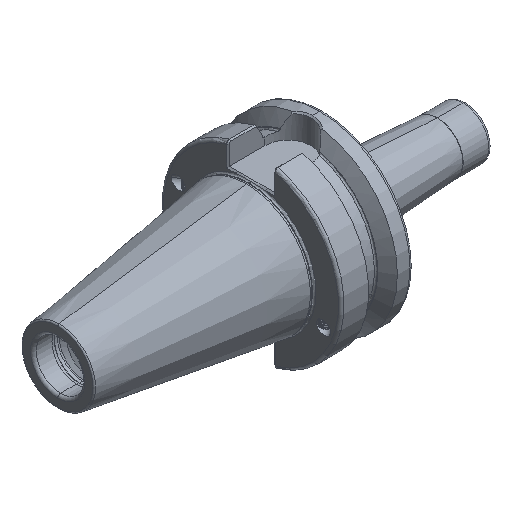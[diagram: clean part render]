
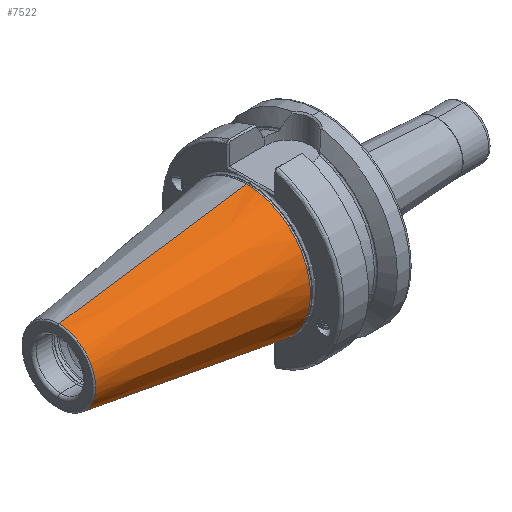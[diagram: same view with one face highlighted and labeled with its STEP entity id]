
A CAD part, isometric view. The second image highlights one B-rep face of the part: STEP entity #7522.
In plain terms, the highlighted conical face has half-angle 8.297 degrees and reference radius 22.298 mm.
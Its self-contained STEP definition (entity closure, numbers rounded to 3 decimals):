
#516 = CARTESIAN_POINT ( 'NONE',  ( -1.5, 0., 0. ) ) ;
#517 = DIRECTION ( 'NONE',  ( 1., 0., 0. ) ) ;
#518 = DIRECTION ( 'NONE',  ( 0., 0., -1. ) ) ;
#519 = CARTESIAN_POINT ( 'NONE',  ( -66.972, 0., 0. ) ) ;
#520 = DIRECTION ( 'NONE',  ( 1., 0., 0. ) ) ;
#521 = DIRECTION ( 'NONE',  ( 0., 0., -1. ) ) ;
#1241 = ORIENTED_EDGE ( 'NONE', *, *, #12984, .F. ) ;
#1242 = ORIENTED_EDGE ( 'NONE', *, *, #12120, .F. ) ;
#1243 = ORIENTED_EDGE ( 'NONE', *, *, #12985, .T. ) ;
#1244 = ORIENTED_EDGE ( 'NONE', *, *, #12122, .T. ) ;
#1626 = EDGE_LOOP ( 'NONE', ( #1242, #1243, #1244, #1241 ) ) ;
#3104 = AXIS2_PLACEMENT_3D ( 'NONE', #519, #520, #521 ) ;
#3105 = AXIS2_PLACEMENT_3D ( 'NONE', #516, #517, #518 ) ;
#3328 = LINE ( 'NONE', #3329, #13329 ) ;
#3329 = CARTESIAN_POINT ( 'NONE',  ( -1.5, 0., 22.298 ) ) ;
#3330 = DIRECTION ( 'NONE',  ( 0.99, 0., 0.144 ) ) ;
#3334 = LINE ( 'NONE', #3335, #13331 ) ;
#3335 = CARTESIAN_POINT ( 'NONE',  ( -1.5, 0., -22.298 ) ) ;
#3336 = DIRECTION ( 'NONE',  ( 0.99, 0., -0.144 ) ) ;
#4592 = CONICAL_SURFACE ( 'NONE', #7278, 22.298, 0.145 ) ;
#4724 = CIRCLE ( 'NONE', #3105, 22.298 ) ;
#4725 = CIRCLE ( 'NONE', #3104, 12.75 ) ;
#5781 = VERTEX_POINT ( 'NONE', #13560 ) ;
#5782 = VERTEX_POINT ( 'NONE', #13561 ) ;
#5783 = VERTEX_POINT ( 'NONE', #13562 ) ;
#5784 = VERTEX_POINT ( 'NONE', #13563 ) ;
#6641 = CARTESIAN_POINT ( 'NONE',  ( -1.5, 0., 0. ) ) ;
#6642 = DIRECTION ( 'NONE',  ( 1., 0., 0. ) ) ;
#6643 = DIRECTION ( 'NONE',  ( 0., 0., -1. ) ) ;
#7275 = FACE_OUTER_BOUND ( 'NONE', #1626, .T. ) ;
#7278 = AXIS2_PLACEMENT_3D ( 'NONE', #6641, #6642, #6643 ) ;
#7522 = ADVANCED_FACE ( 'NONE', ( #7275 ), #4592, .T. ) ;
#12120 = EDGE_CURVE ( 'NONE', #5784, #5782, #3328, .T. ) ;
#12122 = EDGE_CURVE ( 'NONE', #5783, #5781, #3334, .T. ) ;
#12984 = EDGE_CURVE ( 'NONE', #5782, #5781, #4724, .T. ) ;
#12985 = EDGE_CURVE ( 'NONE', #5784, #5783, #4725, .T. ) ;
#13329 = VECTOR ( 'NONE', #3330, 1000. ) ;
#13331 = VECTOR ( 'NONE', #3336, 1000. ) ;
#13560 = CARTESIAN_POINT ( 'NONE',  ( -1.5, 0., -22.298 ) ) ;
#13561 = CARTESIAN_POINT ( 'NONE',  ( -1.5, 0., 22.298 ) ) ;
#13562 = CARTESIAN_POINT ( 'NONE',  ( -66.972, 0., -12.75 ) ) ;
#13563 = CARTESIAN_POINT ( 'NONE',  ( -66.972, 0., 12.75 ) ) ;
